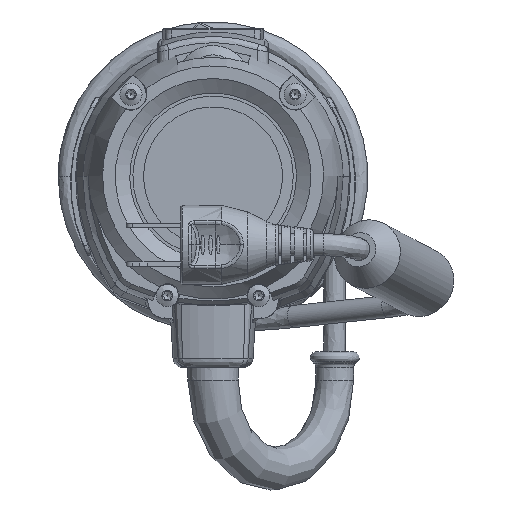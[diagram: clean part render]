
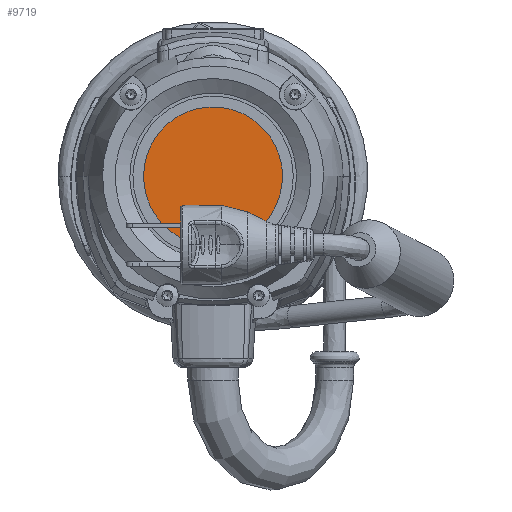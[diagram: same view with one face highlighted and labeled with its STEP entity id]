
A CAD part, top view. The second image highlights one B-rep face of the part: STEP entity #9719.
In plain terms, the highlighted free-form (B-spline) face has degree [1, 1] with [2, 2] control points.
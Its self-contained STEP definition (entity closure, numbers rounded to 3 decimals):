
#9687 = VERTEX_POINT('',#9688);
#9688 = CARTESIAN_POINT('',(22.167,0.,177.638));
#9693 = EDGE_CURVE('',#9687,#9687,#9694,.T.);
#9694 = ( BOUNDED_CURVE() B_SPLINE_CURVE(2,(#9695,#9696,#9697,#9698,
#9699,#9700,#9701),.UNSPECIFIED.,.T.,.F.) B_SPLINE_CURVE_WITH_KNOTS((1,2
    ,2,2,2,1),(-2.094,0.,2.094,4.189,
6.283,8.378),.UNSPECIFIED.) CURVE() 
GEOMETRIC_REPRESENTATION_ITEM() RATIONAL_B_SPLINE_CURVE((1.,0.5,1.,0.5,
1.,0.5,1.)) REPRESENTATION_ITEM('') );
#9695 = CARTESIAN_POINT('',(22.167,0.,
    177.638));
#9696 = CARTESIAN_POINT('',(22.167,-38.394,
    177.638));
#9697 = CARTESIAN_POINT('',(-11.083,-19.197,
    177.638));
#9698 = CARTESIAN_POINT('',(-44.334,0.,
    177.638));
#9699 = CARTESIAN_POINT('',(-11.083,19.197,
    177.638));
#9700 = CARTESIAN_POINT('',(22.167,38.394,
    177.638));
#9701 = CARTESIAN_POINT('',(22.167,0.,
    177.638));
#9719 = ADVANCED_FACE('',(#9720),#9723,.F.);
#9720 = FACE_BOUND('',#9721,.F.);
#9721 = EDGE_LOOP('',(#9722));
#9722 = ORIENTED_EDGE('',*,*,#9693,.T.);
#9723 = B_SPLINE_SURFACE_WITH_KNOTS('',1,1,(
    (#9724,#9725)
    ,(#9726,#9727
    )),.UNSPECIFIED.,.F.,.F.,.F.,(2,2),(2,2),(-22.,22.),(-22.,22.),
  .PIECEWISE_BEZIER_KNOTS.);
#9724 = CARTESIAN_POINT('',(-22.167,22.167,
    177.638));
#9725 = CARTESIAN_POINT('',(-22.167,-22.167,
    177.638));
#9726 = CARTESIAN_POINT('',(22.167,22.167,
    177.638));
#9727 = CARTESIAN_POINT('',(22.167,-22.167,
    177.638));
